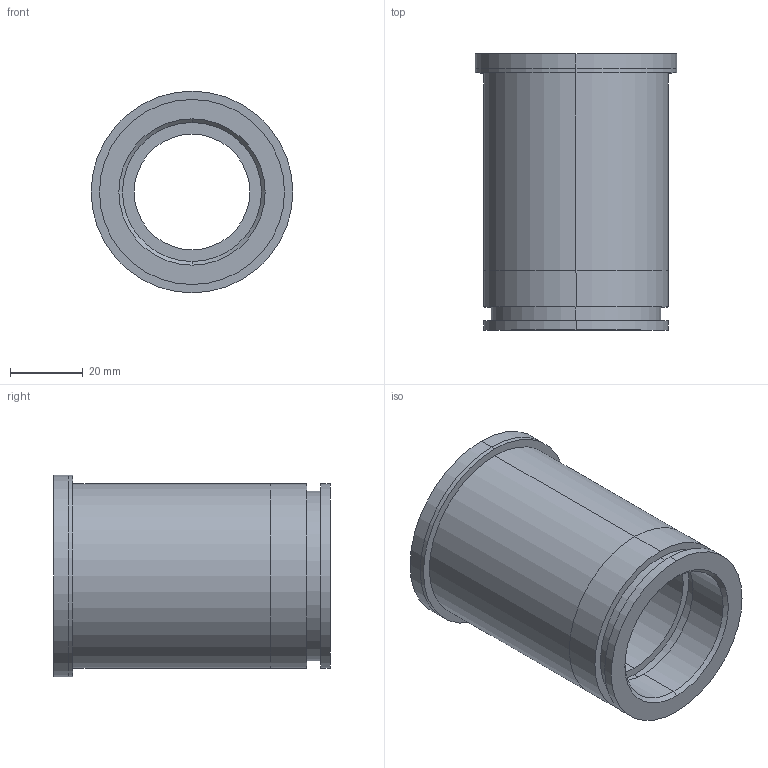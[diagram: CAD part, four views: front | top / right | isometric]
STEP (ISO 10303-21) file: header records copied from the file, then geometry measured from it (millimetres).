
FILE_DESCRIPTION(('CATIA V5 STEP Exchange','CAx-IF Rec.Pracs.--- Model Styling and Organization---1.4--- 2014-01-23','CAx-IF Rec.Pracs.---3D Tessellated Data Validation Properties---0.5---2014-09-14'),'2;1');
FILE_NAME('Expansion ConeAftClosure.stp','2025-03-31T19:24:33+00:00',('none'),('none'),'CATIA Version 5-6 Release 2019 SP6','CATIA V5 STEP AP242 v1','none');
FILE_SCHEMA(('AP242_MANAGED_MODEL_BASED_3D_ENGINEERING_MIM_LF {1 0 10303 442 1 1 4}'));
Length unit declared in the file: millimetre
Products named in the file (1): Copy (1) of Expansion Cone
Bounding box: 55.37 x 75.85 x 55.37 mm (x, y, z)
Volume: 61062.1 mm3; surface area: 24915.7 mm2
Topology: 1 solids, 1 shells, 32 faces, 64 edges, 42 vertices
Faces by surface type: cylinder 18, plane 10, cone 4
Entity records: 752 total; most frequent: ORIENTED_EDGE 128, CARTESIAN_POINT 122, DIRECTION 94, EDGE_CURVE 64, AXIS2_PLACEMENT_3D 58, CIRCLE 42, EDGE_LOOP 42, VERTEX_POINT 42
